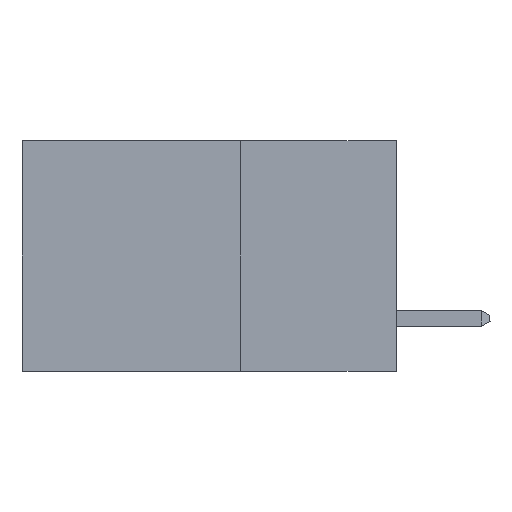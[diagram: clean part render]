
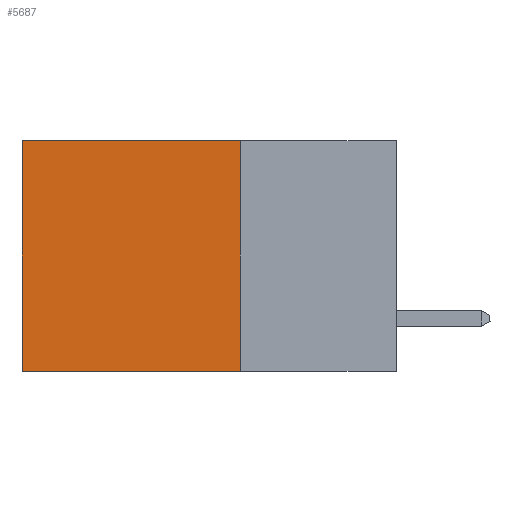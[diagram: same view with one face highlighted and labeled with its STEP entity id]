
A CAD part, left-side view. The second image highlights one B-rep face of the part: STEP entity #5687.
In plain terms, the highlighted planar face has unit normal (-1, 0, 0).
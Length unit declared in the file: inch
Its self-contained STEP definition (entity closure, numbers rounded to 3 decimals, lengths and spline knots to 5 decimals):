
#116 = DIRECTION ( 'NONE',  ( 0., 0., -1. ) ) ;
#1436 = ORIENTED_EDGE ( 'NONE', *, *, #11687, .F. ) ;
#1488 = CARTESIAN_POINT ( 'NONE',  ( 0.298, 0.6, -0.37 ) ) ;
#2164 = VECTOR ( 'NONE', #116, 39.37008 ) ;
#2771 = VERTEX_POINT ( 'NONE', #3862 ) ;
#3223 = ORIENTED_EDGE ( 'NONE', *, *, #9757, .T. ) ;
#3357 = CARTESIAN_POINT ( 'NONE',  ( 0.298, 0.25, 0. ) ) ;
#3507 = LINE ( 'NONE', #9532, #12537 ) ;
#3629 = CARTESIAN_POINT ( 'NONE',  ( 0.298, 0.6, 0. ) ) ;
#3862 = CARTESIAN_POINT ( 'NONE',  ( 0.298, 0.25, 0. ) ) ;
#4848 = LINE ( 'NONE', #12655, #5765 ) ;
#5043 = VERTEX_POINT ( 'NONE', #14933 ) ;
#5133 = VERTEX_POINT ( 'NONE', #1488 ) ;
#5665 = EDGE_CURVE ( 'NONE', #5043, #5133, #13576, .T. ) ;
#5687 = ADVANCED_FACE ( 'NONE', ( #8288 ), #10180, .F. ) ;
#5765 = VECTOR ( 'NONE', #7862, 39.37008 ) ;
#6899 = DIRECTION ( 'NONE',  ( 0., 0., -1. ) ) ;
#7087 = DIRECTION ( 'NONE',  ( 0., 1., 0. ) ) ;
#7853 = LINE ( 'NONE', #12219, #14624 ) ;
#7862 = DIRECTION ( 'NONE',  ( 0., 0., -1. ) ) ;
#8177 = EDGE_CURVE ( 'NONE', #2771, #10699, #4848, .T. ) ;
#8288 = FACE_OUTER_BOUND ( 'NONE', #9981, .T. ) ;
#9532 = CARTESIAN_POINT ( 'NONE',  ( 0.298, 0.25, 0. ) ) ;
#9757 = EDGE_CURVE ( 'NONE', #2771, #5043, #3507, .T. ) ;
#9981 = EDGE_LOOP ( 'NONE', ( #10971, #1436, #11794, #3223 ) ) ;
#10180 = PLANE ( 'NONE',  #10648 ) ;
#10648 = AXIS2_PLACEMENT_3D ( 'NONE', #3357, #15198, #6899 ) ;
#10699 = VERTEX_POINT ( 'NONE', #14990 ) ;
#10971 = ORIENTED_EDGE ( 'NONE', *, *, #5665, .T. ) ;
#11687 = EDGE_CURVE ( 'NONE', #10699, #5133, #7853, .T. ) ;
#11794 = ORIENTED_EDGE ( 'NONE', *, *, #8177, .F. ) ;
#12219 = CARTESIAN_POINT ( 'NONE',  ( 0.298, 0.25, -0.37 ) ) ;
#12537 = VECTOR ( 'NONE', #7087, 39.37008 ) ;
#12655 = CARTESIAN_POINT ( 'NONE',  ( 0.298, 0.25, 0. ) ) ;
#13375 = DIRECTION ( 'NONE',  ( 0., 1., 0. ) ) ;
#13576 = LINE ( 'NONE', #3629, #2164 ) ;
#14624 = VECTOR ( 'NONE', #13375, 39.37008 ) ;
#14933 = CARTESIAN_POINT ( 'NONE',  ( 0.298, 0.6, 0. ) ) ;
#14990 = CARTESIAN_POINT ( 'NONE',  ( 0.298, 0.25, -0.37 ) ) ;
#15198 = DIRECTION ( 'NONE',  ( 1., 0., 0. ) ) ;
